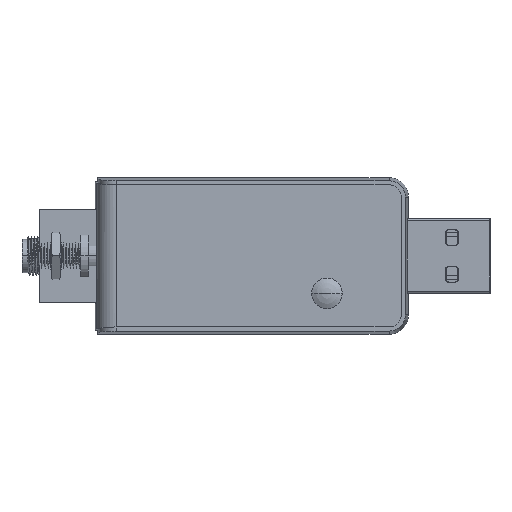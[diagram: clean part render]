
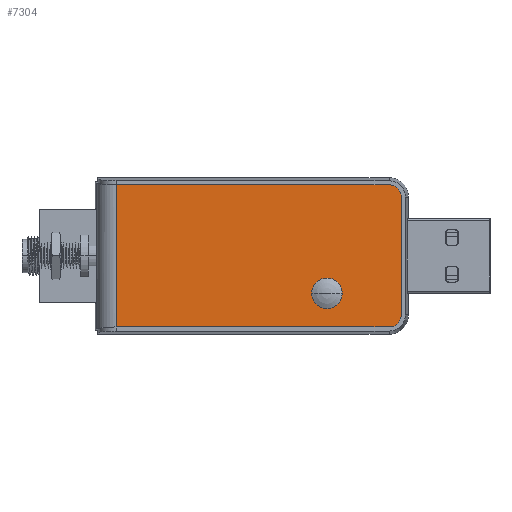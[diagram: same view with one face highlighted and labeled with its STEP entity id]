
A CAD part, top view. The second image highlights one B-rep face of the part: STEP entity #7304.
In plain terms, the highlighted planar face has unit normal (0, 0, 1).
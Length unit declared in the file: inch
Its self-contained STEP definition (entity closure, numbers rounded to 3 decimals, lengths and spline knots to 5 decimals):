
#4606=DIRECTION('',(1.,0.,0.));
#4607=VECTOR('',#4606,1.73859);
#4608=CARTESIAN_POINT('',(-0.86359,-0.45313,0.25));
#4609=LINE('',#4608,#4607);
#4613=DIRECTION('',(0.,-1.,0.));
#4614=VECTOR('',#4613,0.90626);
#4615=CARTESIAN_POINT('',(-0.86359,0.45313,0.25));
#4616=LINE('',#4615,#4614);
#4620=DIRECTION('',(1.,0.,0.));
#4621=VECTOR('',#4620,1.73859);
#4622=CARTESIAN_POINT('',(-0.86359,0.45313,0.25));
#4623=LINE('',#4622,#4621);
#4627=CARTESIAN_POINT('',(0.875,0.375,0.25));
#4628=DIRECTION('',(0.,0.,1.));
#4629=DIRECTION('',(1.,0.,0.));
#4630=AXIS2_PLACEMENT_3D('',#4627,#4628,#4629);
#4635=DIRECTION('',(0.,1.,0.));
#4636=VECTOR('',#4635,0.75);
#4637=CARTESIAN_POINT('',(0.95313,-0.375,0.25));
#4638=LINE('',#4637,#4636);
#4642=CARTESIAN_POINT('',(0.875,-0.375,0.25));
#4643=DIRECTION('',(0.,0.,1.));
#4644=DIRECTION('',(0.,-1.,0.));
#4645=AXIS2_PLACEMENT_3D('',#4642,#4643,#4644);
#4650=CARTESIAN_POINT('',(0.479,-0.2385,0.25));
#4651=DIRECTION('',(0.,0.,1.));
#4652=DIRECTION('',(1.,0.,0.));
#4653=AXIS2_PLACEMENT_3D('',#4650,#4651,#4652);
#4658=CARTESIAN_POINT('',(0.479,-0.2385,0.25));
#4659=DIRECTION('',(0.,0.,1.));
#4660=DIRECTION('',(-1.,0.,0.));
#4661=AXIS2_PLACEMENT_3D('',#4658,#4659,#4660);
#7010=CARTESIAN_POINT('',(-0.86359,-0.45313,0.25));
#7011=CARTESIAN_POINT('',(0.875,-0.45313,0.25));
#7012=VERTEX_POINT('',#7010);
#7013=VERTEX_POINT('',#7011);
#7014=CARTESIAN_POINT('',(0.95313,-0.375,0.25));
#7015=VERTEX_POINT('',#7014);
#7016=CARTESIAN_POINT('',(0.95313,0.375,0.25));
#7017=VERTEX_POINT('',#7016);
#7018=CARTESIAN_POINT('',(0.875,0.45313,0.25));
#7019=VERTEX_POINT('',#7018);
#7020=CARTESIAN_POINT('',(-0.86359,0.45313,0.25));
#7021=VERTEX_POINT('',#7020);
#7271=CARTESIAN_POINT('',(0.555,-0.2385,0.25));
#7272=CARTESIAN_POINT('',(0.403,-0.2385,0.25));
#7273=VERTEX_POINT('',#7271);
#7274=VERTEX_POINT('',#7272);
#7279=CARTESIAN_POINT('',(-1.,0.5,0.25));
#7280=DIRECTION('',(0.,0.,1.));
#7281=DIRECTION('',(0.,-1.,0.));
#7282=AXIS2_PLACEMENT_3D('',#7279,#7280,#7281);
#7283=PLANE('',#7282);
#7285=ORIENTED_EDGE('',*,*,#7284,.F.);
#7287=ORIENTED_EDGE('',*,*,#7286,.F.);
#7289=ORIENTED_EDGE('',*,*,#7288,.T.);
#7291=ORIENTED_EDGE('',*,*,#7290,.F.);
#7293=ORIENTED_EDGE('',*,*,#7292,.F.);
#7295=ORIENTED_EDGE('',*,*,#7294,.F.);
#7296=EDGE_LOOP('',(#7285,#7287,#7289,#7291,#7293,#7295));
#7297=FACE_OUTER_BOUND('',#7296,.F.);
#7299=ORIENTED_EDGE('',*,*,#7298,.T.);
#7301=ORIENTED_EDGE('',*,*,#7300,.T.);
#7302=EDGE_LOOP('',(#7299,#7301));
#7303=FACE_BOUND('',#7302,.F.);
#4631=CIRCLE('',#4630,0.07813);
#4646=CIRCLE('',#4645,0.07813);
#4654=CIRCLE('',#4653,0.076);
#4662=CIRCLE('',#4661,0.076);
#7284=EDGE_CURVE('',#7012,#7013,#4609,.T.);
#7286=EDGE_CURVE('',#7021,#7012,#4616,.T.);
#7288=EDGE_CURVE('',#7021,#7019,#4623,.T.);
#7290=EDGE_CURVE('',#7017,#7019,#4631,.T.);
#7292=EDGE_CURVE('',#7015,#7017,#4638,.T.);
#7294=EDGE_CURVE('',#7013,#7015,#4646,.T.);
#7298=EDGE_CURVE('',#7273,#7274,#4654,.T.);
#7300=EDGE_CURVE('',#7274,#7273,#4662,.T.);
#7304=ADVANCED_FACE('',(#7297,#7303),#7283,.T.);
